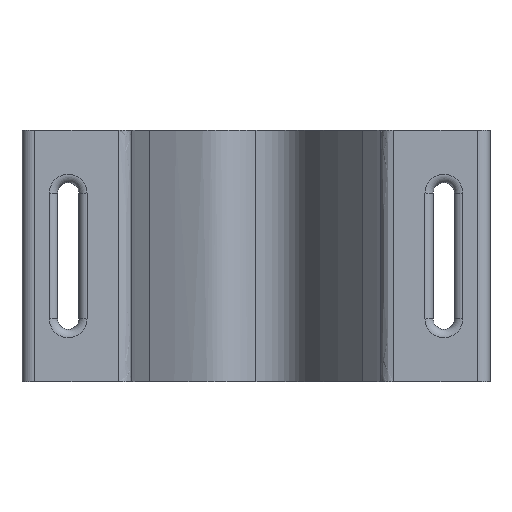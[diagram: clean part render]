
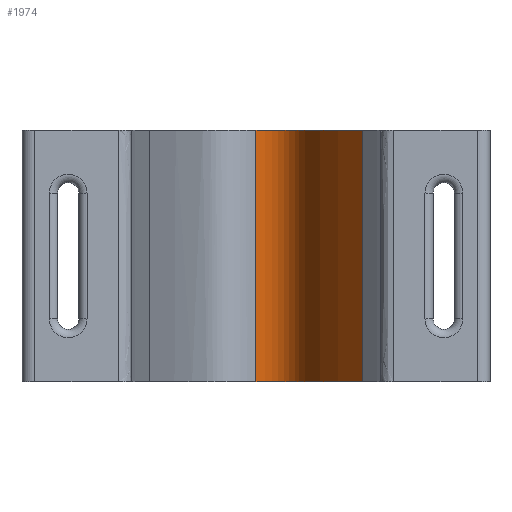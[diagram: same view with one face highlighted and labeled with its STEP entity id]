
A CAD part, left-side view. The second image highlights one B-rep face of the part: STEP entity #1974.
In plain terms, the highlighted free-form (B-spline) face has degree [3, 1] with [19, 2] control points.
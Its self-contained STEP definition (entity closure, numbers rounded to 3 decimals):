
#35=B_SPLINE_SURFACE_WITH_KNOTS('',3,1,((#4629,#4630),(#4631,#4632),(#4633,
#4634),(#4635,#4636),(#4637,#4638),(#4639,#4640),(#4641,#4642),(#4643,#4644),
(#4645,#4646),(#4647,#4648),(#4649,#4650),(#4651,#4652),(#4653,#4654),(#4655,
#4656),(#4657,#4658),(#4659,#4660),(#4661,#4662),(#4663,#4664),(#4665,#4666)),
 .UNSPECIFIED.,.F.,.F.,.F.,(4,3,3,3,3,3,4),(2,2),(0.,0.136,
0.267,0.485,0.75,1.,1.),
(0.,3.),.UNSPECIFIED.);
#67=B_SPLINE_CURVE_WITH_KNOTS('',3,(#2993,#2994,#2995,#2996,#2997,#2998,
#2999,#3000,#3001,#3002,#3003,#3004,#3005,#3006,#3007,#3008,#3009,#3010,
#3011),.UNSPECIFIED.,.F.,.F.,(4,3,3,3,3,3,4),(0.,0.136,0.267,
0.485,0.75,1.,1.),.UNSPECIFIED.);
#87=B_SPLINE_CURVE_WITH_KNOTS('',3,(#3324,#3325,#3326,#3327,#3328,#3329,
#3330,#3331,#3332,#3333,#3334,#3335,#3336,#3337,#3338,#3339,#3340,#3341,
#3342),.UNSPECIFIED.,.F.,.F.,(4,3,3,3,3,3,4),(0.,0.136,0.267,
0.485,0.75,1.,1.),.UNSPECIFIED.);
#272=FACE_OUTER_BOUND('',#398,.T.);
#398=EDGE_LOOP('',(#1794,#1795,#1796,#1797));
#535=LINE('',#4628,#671);
#536=LINE('',#4667,#672);
#671=VECTOR('',#2724,10.);
#672=VECTOR('',#2725,10.);
#824=VERTEX_POINT('',#2972);
#825=VERTEX_POINT('',#2992);
#862=VERTEX_POINT('',#3303);
#863=VERTEX_POINT('',#3323);
#1031=EDGE_CURVE('',#824,#825,#67,.T.);
#1079=EDGE_CURVE('',#863,#862,#87,.T.);
#1232=EDGE_CURVE('',#862,#825,#535,.T.);
#1233=EDGE_CURVE('',#863,#824,#536,.T.);
#1794=ORIENTED_EDGE('',*,*,#1079,.T.);
#1795=ORIENTED_EDGE('',*,*,#1232,.T.);
#1796=ORIENTED_EDGE('',*,*,#1031,.F.);
#1797=ORIENTED_EDGE('',*,*,#1233,.F.);
#1974=ADVANCED_FACE('',(#272),#35,.T.);
#2724=DIRECTION('',(0.,0.,1.));
#2725=DIRECTION('',(0.,0.,1.));
#2972=CARTESIAN_POINT('',(-6.5,0.,30.));
#2992=CARTESIAN_POINT('',(-32.762,-12.704,30.));
#2993=CARTESIAN_POINT('Ctrl Pts',(-6.5,0.,30.));
#2994=CARTESIAN_POINT('Ctrl Pts',(-6.5,-0.513,
30.));
#2995=CARTESIAN_POINT('Ctrl Pts',(-6.495,-1.169,30.));
#2996=CARTESIAN_POINT('Ctrl Pts',(-6.681,-1.975,30.));
#2997=CARTESIAN_POINT('Ctrl Pts',(-6.862,-2.758,30.));
#2998=CARTESIAN_POINT('Ctrl Pts',(-7.285,-3.656,30.));
#2999=CARTESIAN_POINT('Ctrl Pts',(-8.057,-4.419,30.));
#3000=CARTESIAN_POINT('Ctrl Pts',(-9.335,-5.682,30.));
#3001=CARTESIAN_POINT('Ctrl Pts',(-11.433,-6.581,30.));
#3002=CARTESIAN_POINT('Ctrl Pts',(-13.846,-7.463,30.));
#3003=CARTESIAN_POINT('Ctrl Pts',(-16.783,-8.538,30.));
#3004=CARTESIAN_POINT('Ctrl Pts',(-20.188,-9.553,30.));
#3005=CARTESIAN_POINT('Ctrl Pts',(-23.538,-10.479,30.));
#3006=CARTESIAN_POINT('Ctrl Pts',(-26.689,-11.35,30.));
#3007=CARTESIAN_POINT('Ctrl Pts',(-29.804,-12.119,30.));
#3008=CARTESIAN_POINT('Ctrl Pts',(-32.759,-12.703,30.));
#3009=CARTESIAN_POINT('Ctrl Pts',(-32.76,-12.703,30.));
#3010=CARTESIAN_POINT('Ctrl Pts',(-32.761,-12.704,30.));
#3011=CARTESIAN_POINT('Ctrl Pts',(-32.762,-12.704,30.));
#3303=CARTESIAN_POINT('',(-32.762,-12.704,0.));
#3323=CARTESIAN_POINT('',(-6.5,0.,0.));
#3324=CARTESIAN_POINT('Ctrl Pts',(-6.5,0.,0.));
#3325=CARTESIAN_POINT('Ctrl Pts',(-6.5,-0.513,
0.));
#3326=CARTESIAN_POINT('Ctrl Pts',(-6.495,-1.169,0.));
#3327=CARTESIAN_POINT('Ctrl Pts',(-6.681,-1.975,0.));
#3328=CARTESIAN_POINT('Ctrl Pts',(-6.862,-2.758,0.));
#3329=CARTESIAN_POINT('Ctrl Pts',(-7.285,-3.656,0.));
#3330=CARTESIAN_POINT('Ctrl Pts',(-8.057,-4.419,0.));
#3331=CARTESIAN_POINT('Ctrl Pts',(-9.335,-5.682,0.));
#3332=CARTESIAN_POINT('Ctrl Pts',(-11.433,-6.581,0.));
#3333=CARTESIAN_POINT('Ctrl Pts',(-13.846,-7.463,0.));
#3334=CARTESIAN_POINT('Ctrl Pts',(-16.783,-8.538,0.));
#3335=CARTESIAN_POINT('Ctrl Pts',(-20.188,-9.553,0.));
#3336=CARTESIAN_POINT('Ctrl Pts',(-23.538,-10.479,0.));
#3337=CARTESIAN_POINT('Ctrl Pts',(-26.689,-11.35,0.));
#3338=CARTESIAN_POINT('Ctrl Pts',(-29.804,-12.119,0.));
#3339=CARTESIAN_POINT('Ctrl Pts',(-32.759,-12.703,0.));
#3340=CARTESIAN_POINT('Ctrl Pts',(-32.76,-12.703,0.));
#3341=CARTESIAN_POINT('Ctrl Pts',(-32.761,-12.704,0.));
#3342=CARTESIAN_POINT('Ctrl Pts',(-32.762,-12.704,0.));
#4628=CARTESIAN_POINT('',(-32.762,-12.704,0.));
#4629=CARTESIAN_POINT('Ctrl Pts',(-6.5,0.,0.));
#4630=CARTESIAN_POINT('Ctrl Pts',(-6.5,0.,30.));
#4631=CARTESIAN_POINT('Ctrl Pts',(-6.5,-0.513,
0.));
#4632=CARTESIAN_POINT('Ctrl Pts',(-6.5,-0.513,
30.));
#4633=CARTESIAN_POINT('Ctrl Pts',(-6.495,-1.169,0.));
#4634=CARTESIAN_POINT('Ctrl Pts',(-6.495,-1.169,30.));
#4635=CARTESIAN_POINT('Ctrl Pts',(-6.681,-1.975,0.));
#4636=CARTESIAN_POINT('Ctrl Pts',(-6.681,-1.975,30.));
#4637=CARTESIAN_POINT('Ctrl Pts',(-6.862,-2.758,0.));
#4638=CARTESIAN_POINT('Ctrl Pts',(-6.862,-2.758,30.));
#4639=CARTESIAN_POINT('Ctrl Pts',(-7.285,-3.656,0.));
#4640=CARTESIAN_POINT('Ctrl Pts',(-7.285,-3.656,30.));
#4641=CARTESIAN_POINT('Ctrl Pts',(-8.057,-4.419,0.));
#4642=CARTESIAN_POINT('Ctrl Pts',(-8.057,-4.419,30.));
#4643=CARTESIAN_POINT('Ctrl Pts',(-9.335,-5.682,0.));
#4644=CARTESIAN_POINT('Ctrl Pts',(-9.335,-5.682,30.));
#4645=CARTESIAN_POINT('Ctrl Pts',(-11.433,-6.581,0.));
#4646=CARTESIAN_POINT('Ctrl Pts',(-11.433,-6.581,30.));
#4647=CARTESIAN_POINT('Ctrl Pts',(-13.846,-7.463,0.));
#4648=CARTESIAN_POINT('Ctrl Pts',(-13.846,-7.463,30.));
#4649=CARTESIAN_POINT('Ctrl Pts',(-16.783,-8.538,0.));
#4650=CARTESIAN_POINT('Ctrl Pts',(-16.783,-8.538,30.));
#4651=CARTESIAN_POINT('Ctrl Pts',(-20.188,-9.553,0.));
#4652=CARTESIAN_POINT('Ctrl Pts',(-20.188,-9.553,30.));
#4653=CARTESIAN_POINT('Ctrl Pts',(-23.538,-10.479,0.));
#4654=CARTESIAN_POINT('Ctrl Pts',(-23.538,-10.479,30.));
#4655=CARTESIAN_POINT('Ctrl Pts',(-26.689,-11.35,0.));
#4656=CARTESIAN_POINT('Ctrl Pts',(-26.689,-11.35,30.));
#4657=CARTESIAN_POINT('Ctrl Pts',(-29.804,-12.119,0.));
#4658=CARTESIAN_POINT('Ctrl Pts',(-29.804,-12.119,30.));
#4659=CARTESIAN_POINT('Ctrl Pts',(-32.759,-12.703,0.));
#4660=CARTESIAN_POINT('Ctrl Pts',(-32.759,-12.703,30.));
#4661=CARTESIAN_POINT('Ctrl Pts',(-32.76,-12.703,0.));
#4662=CARTESIAN_POINT('Ctrl Pts',(-32.76,-12.703,30.));
#4663=CARTESIAN_POINT('Ctrl Pts',(-32.761,-12.704,0.));
#4664=CARTESIAN_POINT('Ctrl Pts',(-32.761,-12.704,30.));
#4665=CARTESIAN_POINT('Ctrl Pts',(-32.762,-12.704,0.));
#4666=CARTESIAN_POINT('Ctrl Pts',(-32.762,-12.704,30.));
#4667=CARTESIAN_POINT('',(-6.5,0.,0.));
